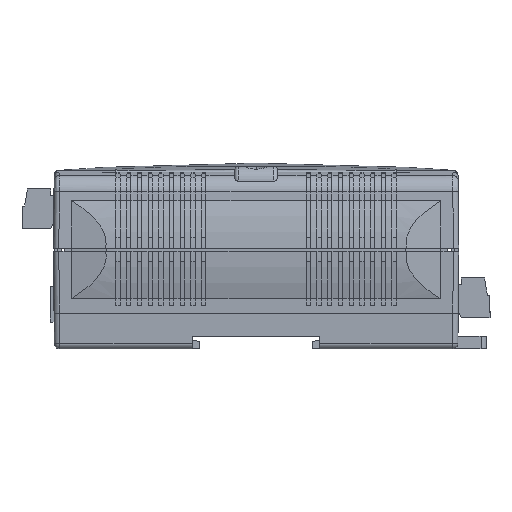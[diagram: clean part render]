
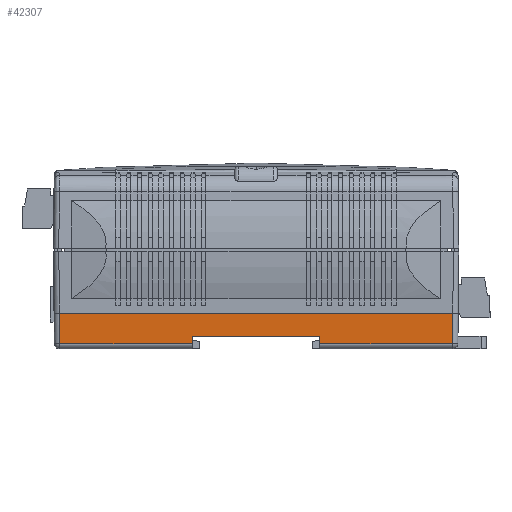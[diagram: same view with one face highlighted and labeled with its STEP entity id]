
A CAD part, left-side view. The second image highlights one B-rep face of the part: STEP entity #42307.
In plain terms, the highlighted planar face has unit normal (-0.999, 0, -0.035).
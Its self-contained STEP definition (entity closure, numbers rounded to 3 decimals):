
#21 = DIRECTION ( 'NONE',  ( 0., -1., 0. ) ) ;
#1270 = LINE ( 'NONE', #106341, #25309 ) ;
#2607 = VERTEX_POINT ( 'NONE', #93335 ) ;
#5380 = VECTOR ( 'NONE', #93776, 1000. ) ;
#7191 = ORIENTED_EDGE ( 'NONE', *, *, #96281, .T. ) ;
#9096 = AXIS2_PLACEMENT_3D ( 'NONE', #87573, #118541, #57077 ) ;
#9922 = ORIENTED_EDGE ( 'NONE', *, *, #44921, .F. ) ;
#12255 = VECTOR ( 'NONE', #21, 1000. ) ;
#18525 = LINE ( 'NONE', #59800, #97083 ) ;
#18538 = CARTESIAN_POINT ( 'NONE',  ( -42.653, 17.8, -24.25 ) ) ;
#18622 = DIRECTION ( 'NONE',  ( -0.035, 0., 0.999 ) ) ;
#19493 = VERTEX_POINT ( 'NONE', #66801 ) ;
#20575 = EDGE_CURVE ( 'NONE', #84023, #58512, #91040, .T. ) ;
#21886 = EDGE_CURVE ( 'NONE', #110960, #120266, #18525, .T. ) ;
#22033 = VERTEX_POINT ( 'NONE', #103238 ) ;
#24364 = DIRECTION ( 'NONE',  ( 0., 1., 0. ) ) ;
#24956 = CARTESIAN_POINT ( 'NONE',  ( -42.653, -27.315, -24.25 ) ) ;
#25309 = VECTOR ( 'NONE', #24364, 1000. ) ;
#27512 = CARTESIAN_POINT ( 'NONE',  ( -42.582, -17.8, -26.302 ) ) ;
#29722 = EDGE_CURVE ( 'NONE', #22033, #2607, #63041, .T. ) ;
#32313 = CARTESIAN_POINT ( 'NONE',  ( -42.582, -27.315, -26.302 ) ) ;
#36234 = LINE ( 'NONE', #112059, #12255 ) ;
#39303 = FACE_OUTER_BOUND ( 'NONE', #131004, .T. ) ;
#42307 = ADVANCED_FACE ( 'NONE', ( #39303 ), #108214, .F. ) ;
#43858 = LINE ( 'NONE', #67389, #125721 ) ;
#44921 = EDGE_CURVE ( 'NONE', #120266, #78840, #104507, .T. ) ;
#49889 = DIRECTION ( 'NONE',  ( -0.035, 0., 0.999 ) ) ;
#49968 = VECTOR ( 'NONE', #127166, 1000. ) ;
#56958 = CARTESIAN_POINT ( 'NONE',  ( -42.582, -55.01, -26.302 ) ) ;
#57077 = DIRECTION ( 'NONE',  ( 0.035, 0., -0.999 ) ) ;
#57823 = ORIENTED_EDGE ( 'NONE', *, *, #21886, .F. ) ;
#58356 = CARTESIAN_POINT ( 'NONE',  ( -42.872, -55.083, -17.992 ) ) ;
#58512 = VERTEX_POINT ( 'NONE', #130296 ) ;
#59800 = CARTESIAN_POINT ( 'NONE',  ( -42.88, -17.8, -17.75 ) ) ;
#60526 = VECTOR ( 'NONE', #78993, 1000. ) ;
#63041 = LINE ( 'NONE', #32313, #5380 ) ;
#66801 = CARTESIAN_POINT ( 'NONE',  ( -42.88, 55.085, -17.75 ) ) ;
#67389 = CARTESIAN_POINT ( 'NONE',  ( -42.855, 55.079, -18.468 ) ) ;
#78840 = VERTEX_POINT ( 'NONE', #18538 ) ;
#78993 = DIRECTION ( 'NONE',  ( -0.035, -0.009, 0.999 ) ) ;
#80809 = VECTOR ( 'NONE', #49889, 1000. ) ;
#81361 = EDGE_CURVE ( 'NONE', #19493, #22033, #43858, .T. ) ;
#82345 = ORIENTED_EDGE ( 'NONE', *, *, #130110, .T. ) ;
#82359 = CARTESIAN_POINT ( 'NONE',  ( -42.653, -17.8, -24.25 ) ) ;
#83317 = ORIENTED_EDGE ( 'NONE', *, *, #104459, .T. ) ;
#84023 = VERTEX_POINT ( 'NONE', #56958 ) ;
#84198 = ORIENTED_EDGE ( 'NONE', *, *, #20575, .T. ) ;
#87573 = CARTESIAN_POINT ( 'NONE',  ( -42.88, -27.315, -17.75 ) ) ;
#91040 = LINE ( 'NONE', #58356, #60526 ) ;
#93335 = CARTESIAN_POINT ( 'NONE',  ( -42.582, 17.8, -26.302 ) ) ;
#93776 = DIRECTION ( 'NONE',  ( 0., -1., 0. ) ) ;
#96281 = EDGE_CURVE ( 'NONE', #2607, #78840, #108124, .T. ) ;
#97083 = VECTOR ( 'NONE', #18622, 1000. ) ;
#97576 = ORIENTED_EDGE ( 'NONE', *, *, #81361, .T. ) ;
#100536 = CARTESIAN_POINT ( 'NONE',  ( -42.88, 17.8, -17.75 ) ) ;
#102510 = ORIENTED_EDGE ( 'NONE', *, *, #29722, .T. ) ;
#103238 = CARTESIAN_POINT ( 'NONE',  ( -42.582, 55.01, -26.302 ) ) ;
#104459 = EDGE_CURVE ( 'NONE', #58512, #19493, #1270, .T. ) ;
#104507 = LINE ( 'NONE', #24956, #49968 ) ;
#106341 = CARTESIAN_POINT ( 'NONE',  ( -42.88, -54.63, -17.75 ) ) ;
#108124 = LINE ( 'NONE', #100536, #80809 ) ;
#108214 = PLANE ( 'NONE',  #9096 ) ;
#110960 = VERTEX_POINT ( 'NONE', #27512 ) ;
#112059 = CARTESIAN_POINT ( 'NONE',  ( -42.582, -27.315, -26.302 ) ) ;
#118541 = DIRECTION ( 'NONE',  ( 0.999, 0., 0.035 ) ) ;
#120266 = VERTEX_POINT ( 'NONE', #82359 ) ;
#125721 = VECTOR ( 'NONE', #128845, 1000. ) ;
#127166 = DIRECTION ( 'NONE',  ( 0., 1., 0. ) ) ;
#128845 = DIRECTION ( 'NONE',  ( 0.035, -0.009, -0.999 ) ) ;
#130110 = EDGE_CURVE ( 'NONE', #110960, #84023, #36234, .T. ) ;
#130296 = CARTESIAN_POINT ( 'NONE',  ( -42.88, -55.085, -17.75 ) ) ;
#131004 = EDGE_LOOP ( 'NONE', ( #97576, #102510, #7191, #9922, #57823, #82345, #84198, #83317 ) ) ;
